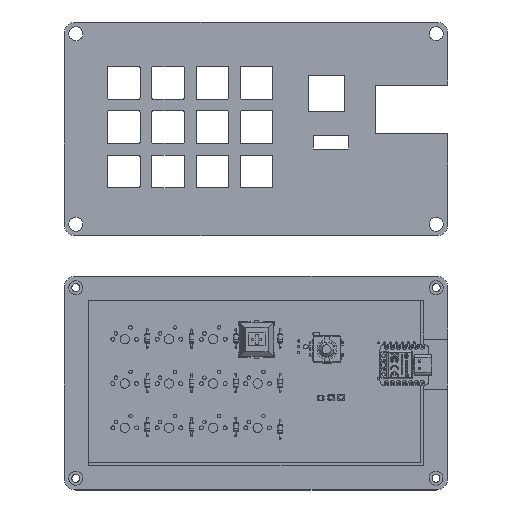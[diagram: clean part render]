
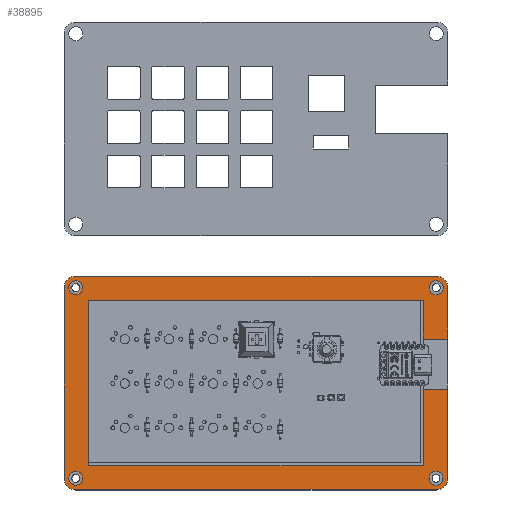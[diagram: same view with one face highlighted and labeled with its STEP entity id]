
A CAD part, top view. The second image highlights one B-rep face of the part: STEP entity #38895.
In plain terms, the highlighted planar face has unit normal (0, 0, 1).
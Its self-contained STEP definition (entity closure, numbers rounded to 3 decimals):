
#2451=FACE_BOUND('',#7953,.T.);
#2452=FACE_BOUND('',#7954,.T.);
#2453=FACE_BOUND('',#7955,.T.);
#2454=FACE_BOUND('',#7956,.T.);
#3560=CIRCLE('',#43359,5.);
#3562=CIRCLE('',#43363,5.);
#3563=CIRCLE('',#43364,5.);
#3564=CIRCLE('',#43365,5.);
#3565=CIRCLE('',#43366,1.7);
#3566=CIRCLE('',#43367,3.);
#3567=CIRCLE('',#43368,3.);
#3568=CIRCLE('',#43369,1.7);
#5562=FACE_OUTER_BOUND('',#7952,.T.);
#7952=EDGE_LOOP('',(#34376,#34377,#34378,#34379,#34380,#34381,#34382,#34383,
#34384,#34385,#34386,#34387,#34388,#34389,#34390,#34391));
#7953=EDGE_LOOP('',(#34392));
#7954=EDGE_LOOP('',(#34393));
#7955=EDGE_LOOP('',(#34394));
#7956=EDGE_LOOP('',(#34395));
#11676=LINE('',#68066,#15586);
#11679=LINE('',#68072,#15589);
#11680=LINE('',#68076,#15590);
#11681=LINE('',#68078,#15591);
#11682=LINE('',#68080,#15592);
#11683=LINE('',#68082,#15593);
#11684=LINE('',#68084,#15594);
#11685=LINE('',#68086,#15595);
#11686=LINE('',#68088,#15596);
#11687=LINE('',#68090,#15597);
#11688=LINE('',#68092,#15598);
#11689=LINE('',#68096,#15599);
#15586=VECTOR('',#53153,10.);
#15589=VECTOR('',#53158,10.);
#15590=VECTOR('',#53161,10.);
#15591=VECTOR('',#53162,10.);
#15592=VECTOR('',#53163,10.);
#15593=VECTOR('',#53164,10.);
#15594=VECTOR('',#53165,10.);
#15595=VECTOR('',#53166,10.);
#15596=VECTOR('',#53167,10.);
#15597=VECTOR('',#53168,10.);
#15598=VECTOR('',#53169,10.);
#15599=VECTOR('',#53172,10.);
#19163=VERTEX_POINT('',#68056);
#19164=VERTEX_POINT('',#68057);
#19167=VERTEX_POINT('',#68065);
#19169=VERTEX_POINT('',#68071);
#19170=VERTEX_POINT('',#68073);
#19171=VERTEX_POINT('',#68075);
#19172=VERTEX_POINT('',#68077);
#19173=VERTEX_POINT('',#68079);
#19174=VERTEX_POINT('',#68081);
#19175=VERTEX_POINT('',#68083);
#19176=VERTEX_POINT('',#68085);
#19177=VERTEX_POINT('',#68087);
#19178=VERTEX_POINT('',#68089);
#19179=VERTEX_POINT('',#68091);
#19180=VERTEX_POINT('',#68093);
#19181=VERTEX_POINT('',#68095);
#19182=VERTEX_POINT('',#68098);
#19183=VERTEX_POINT('',#68100);
#19184=VERTEX_POINT('',#68102);
#19185=VERTEX_POINT('',#68104);
#24306=EDGE_CURVE('',#19163,#19164,#3560,.T.);
#24310=EDGE_CURVE('',#19167,#19164,#11676,.T.);
#24313=EDGE_CURVE('',#19163,#19169,#11679,.T.);
#24314=EDGE_CURVE('',#19170,#19169,#3562,.T.);
#24315=EDGE_CURVE('',#19170,#19171,#11680,.T.);
#24316=EDGE_CURVE('',#19171,#19172,#11681,.T.);
#24317=EDGE_CURVE('',#19172,#19173,#11682,.T.);
#24318=EDGE_CURVE('',#19173,#19174,#11683,.T.);
#24319=EDGE_CURVE('',#19174,#19175,#11684,.T.);
#24320=EDGE_CURVE('',#19175,#19176,#11685,.T.);
#24321=EDGE_CURVE('',#19176,#19177,#11686,.T.);
#24322=EDGE_CURVE('',#19177,#19178,#11687,.T.);
#24323=EDGE_CURVE('',#19178,#19179,#11688,.T.);
#24324=EDGE_CURVE('',#19180,#19179,#3563,.T.);
#24325=EDGE_CURVE('',#19180,#19181,#11689,.T.);
#24326=EDGE_CURVE('',#19167,#19181,#3564,.T.);
#24327=EDGE_CURVE('',#19182,#19182,#3565,.T.);
#24328=EDGE_CURVE('',#19183,#19183,#3566,.T.);
#24329=EDGE_CURVE('',#19184,#19184,#3567,.T.);
#24330=EDGE_CURVE('',#19185,#19185,#3568,.T.);
#34376=ORIENTED_EDGE('',*,*,#24306,.F.);
#34377=ORIENTED_EDGE('',*,*,#24313,.T.);
#34378=ORIENTED_EDGE('',*,*,#24314,.F.);
#34379=ORIENTED_EDGE('',*,*,#24315,.T.);
#34380=ORIENTED_EDGE('',*,*,#24316,.T.);
#34381=ORIENTED_EDGE('',*,*,#24317,.T.);
#34382=ORIENTED_EDGE('',*,*,#24318,.T.);
#34383=ORIENTED_EDGE('',*,*,#24319,.T.);
#34384=ORIENTED_EDGE('',*,*,#24320,.T.);
#34385=ORIENTED_EDGE('',*,*,#24321,.T.);
#34386=ORIENTED_EDGE('',*,*,#24322,.T.);
#34387=ORIENTED_EDGE('',*,*,#24323,.T.);
#34388=ORIENTED_EDGE('',*,*,#24324,.F.);
#34389=ORIENTED_EDGE('',*,*,#24325,.T.);
#34390=ORIENTED_EDGE('',*,*,#24326,.F.);
#34391=ORIENTED_EDGE('',*,*,#24310,.T.);
#34392=ORIENTED_EDGE('',*,*,#24327,.T.);
#34393=ORIENTED_EDGE('',*,*,#24328,.T.);
#34394=ORIENTED_EDGE('',*,*,#24329,.T.);
#34395=ORIENTED_EDGE('',*,*,#24330,.T.);
#36888=PLANE('',#43362);
#38895=ADVANCED_FACE('',(#5562,#2451,#2452,#2453,#2454),#36888,.T.);
#43359=AXIS2_PLACEMENT_3D('',#68058,#53145,#53146);
#43362=AXIS2_PLACEMENT_3D('',#68070,#53156,#53157);
#43363=AXIS2_PLACEMENT_3D('',#68074,#53159,#53160);
#43364=AXIS2_PLACEMENT_3D('',#68094,#53170,#53171);
#43365=AXIS2_PLACEMENT_3D('',#68097,#53173,#53174);
#43366=AXIS2_PLACEMENT_3D('',#68099,#53175,#53176);
#43367=AXIS2_PLACEMENT_3D('',#68101,#53177,#53178);
#43368=AXIS2_PLACEMENT_3D('',#68103,#53179,#53180);
#43369=AXIS2_PLACEMENT_3D('',#68105,#53181,#53182);
#53145=DIRECTION('center_axis',(0.,0.,-1.));
#53146=DIRECTION('ref_axis',(-0.707,-0.707,0.));
#53153=DIRECTION('',(0.,-1.,0.));
#53156=DIRECTION('center_axis',(0.,0.,1.));
#53157=DIRECTION('ref_axis',(1.,0.,0.));
#53158=DIRECTION('',(1.,0.,0.));
#53159=DIRECTION('center_axis',(0.,0.,-1.));
#53160=DIRECTION('ref_axis',(0.707,-0.707,0.));
#53161=DIRECTION('',(0.,1.,0.));
#53162=DIRECTION('',(-1.,0.,0.));
#53163=DIRECTION('',(0.,-1.,0.));
#53164=DIRECTION('',(-1.,0.,0.));
#53165=DIRECTION('',(0.,1.,0.));
#53166=DIRECTION('',(1.,0.,0.));
#53167=DIRECTION('',(0.,-1.,0.));
#53168=DIRECTION('',(1.,0.,0.));
#53169=DIRECTION('',(0.,1.,0.));
#53170=DIRECTION('center_axis',(0.,0.,-1.));
#53171=DIRECTION('ref_axis',(0.707,0.707,0.));
#53172=DIRECTION('',(-1.,0.,0.));
#53173=DIRECTION('center_axis',(0.,0.,-1.));
#53174=DIRECTION('ref_axis',(-0.707,0.707,0.));
#53175=DIRECTION('center_axis',(0.,0.,-1.));
#53176=DIRECTION('ref_axis',(1.,0.,0.));
#53177=DIRECTION('center_axis',(0.,0.,-1.));
#53178=DIRECTION('ref_axis',(1.,0.,0.));
#53179=DIRECTION('center_axis',(0.,0.,-1.));
#53180=DIRECTION('ref_axis',(1.,0.,0.));
#53181=DIRECTION('center_axis',(0.,0.,-1.));
#53182=DIRECTION('ref_axis',(1.,0.,0.));
#68056=CARTESIAN_POINT('',(-71.345,-43.754,13.));
#68057=CARTESIAN_POINT('',(-76.345,-38.754,13.));
#68058=CARTESIAN_POINT('Origin',(-71.345,-38.754,13.));
#68065=CARTESIAN_POINT('',(-76.345,43.246,13.));
#68066=CARTESIAN_POINT('',(-76.345,-43.754,13.));
#68070=CARTESIAN_POINT('Origin',(-71.345,43.246,13.));
#68071=CARTESIAN_POINT('',(83.655,-43.754,13.));
#68072=CARTESIAN_POINT('',(88.655,-43.754,13.));
#68073=CARTESIAN_POINT('',(88.655,-38.754,13.));
#68074=CARTESIAN_POINT('Origin',(83.655,-38.754,13.));
#68075=CARTESIAN_POINT('',(88.655,-0.366,13.));
#68076=CARTESIAN_POINT('',(88.655,48.246,13.));
#68077=CARTESIAN_POINT('',(78.155,-0.366,13.));
#68078=CARTESIAN_POINT('',(8.655,-0.366,13.));
#68079=CARTESIAN_POINT('',(78.155,-33.254,13.));
#68080=CARTESIAN_POINT('',(78.155,37.746,13.));
#68081=CARTESIAN_POINT('',(-65.845,-33.254,13.));
#68082=CARTESIAN_POINT('',(78.155,-33.254,13.));
#68083=CARTESIAN_POINT('',(-65.845,37.746,13.));
#68084=CARTESIAN_POINT('',(-65.845,-33.254,13.));
#68085=CARTESIAN_POINT('',(78.155,37.746,13.));
#68086=CARTESIAN_POINT('',(-65.845,37.746,13.));
#68087=CARTESIAN_POINT('',(78.155,21.134,13.));
#68088=CARTESIAN_POINT('',(78.155,37.746,13.));
#68089=CARTESIAN_POINT('',(88.655,21.134,13.));
#68090=CARTESIAN_POINT('',(3.405,21.134,13.));
#68091=CARTESIAN_POINT('',(88.655,43.246,13.));
#68092=CARTESIAN_POINT('',(88.655,48.246,13.));
#68093=CARTESIAN_POINT('',(83.655,48.246,13.));
#68094=CARTESIAN_POINT('Origin',(83.655,43.246,13.));
#68095=CARTESIAN_POINT('',(-71.345,48.246,13.));
#68096=CARTESIAN_POINT('',(-76.345,48.246,13.));
#68097=CARTESIAN_POINT('Origin',(-71.345,43.246,13.));
#68098=CARTESIAN_POINT('',(-73.045,43.246,13.));
#68099=CARTESIAN_POINT('Origin',(-71.345,43.246,13.));
#68100=CARTESIAN_POINT('',(80.655,43.246,13.));
#68101=CARTESIAN_POINT('Origin',(83.655,43.246,13.));
#68102=CARTESIAN_POINT('',(80.606,-38.754,13.));
#68103=CARTESIAN_POINT('Origin',(83.606,-38.754,13.));
#68104=CARTESIAN_POINT('',(-73.045,-38.754,13.));
#68105=CARTESIAN_POINT('Origin',(-71.345,-38.754,13.));
